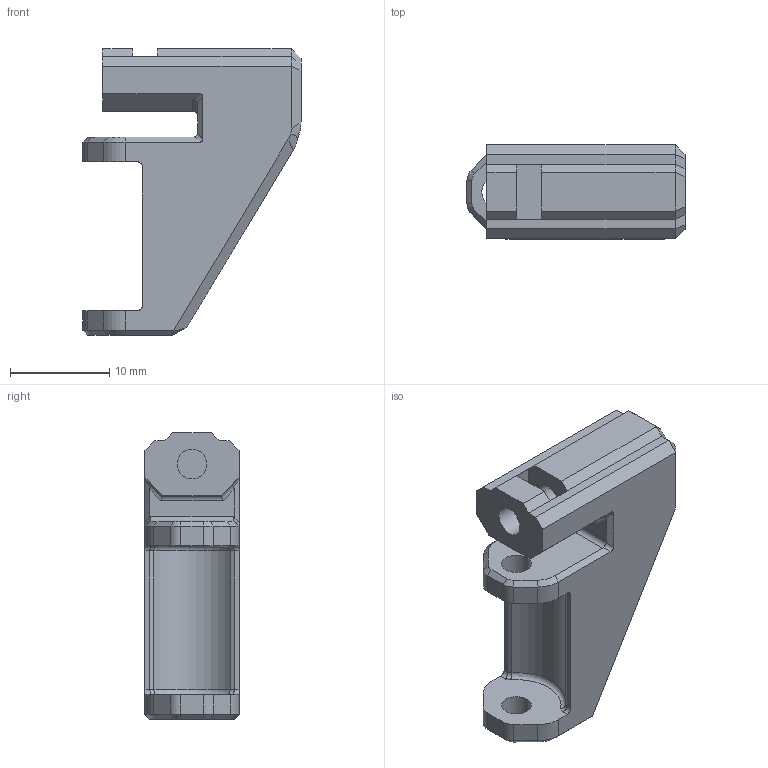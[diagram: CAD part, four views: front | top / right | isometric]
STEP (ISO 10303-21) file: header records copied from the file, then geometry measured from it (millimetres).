
FILE_DESCRIPTION(/* description */ (''),/* implementation_level */ '2;1');
FILE_NAME(/* name */ 'tensioner_high-tension.step',/* time_stamp */ '2021-05-10T14:40:20+07:00',/* author */ (''),/* organization */ (''),/* preprocessor_version */ 'ST-DEVELOPER v18.1',/* originating_system */ 'Autodesk Translation Framework v10.6.0.1341',/* authorisation */ '');
FILE_SCHEMA (('AUTOMOTIVE_DESIGN { 1 0 10303 214 3 1 1 }'));
Length unit declared in the file: millimetre
Products named in the file (1): GearTensioner
Bounding box: 22 x 9.5 x 28.93 mm (x, y, z)
Volume: 3095.6 mm3; surface area: 1909.5 mm2
Topology: 1 solids, 1 shells, 114 faces, 302 edges, 190 vertices
Faces by surface type: plane 65, cylinder 31, bspline 8, cone 8, torus 2
Full cylindrical faces by diameter (mm): 3 x4
Entity records: 4019 total; most frequent: CARTESIAN_POINT 1177, ORIENTED_EDGE 604, DIRECTION 554, EDGE_CURVE 302, LINE 208, VECTOR 208, VERTEX_POINT 190, AXIS2_PLACEMENT_3D 173
